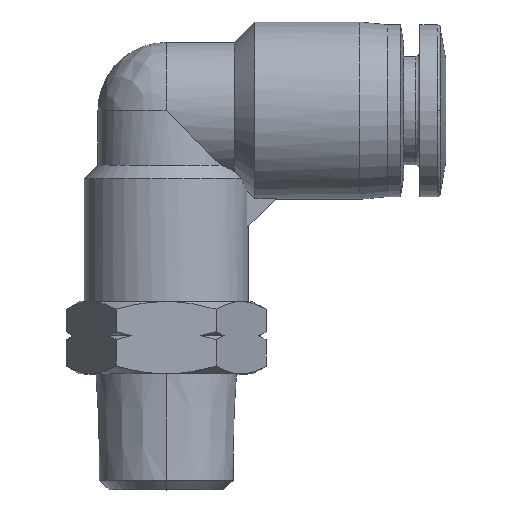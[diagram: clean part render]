
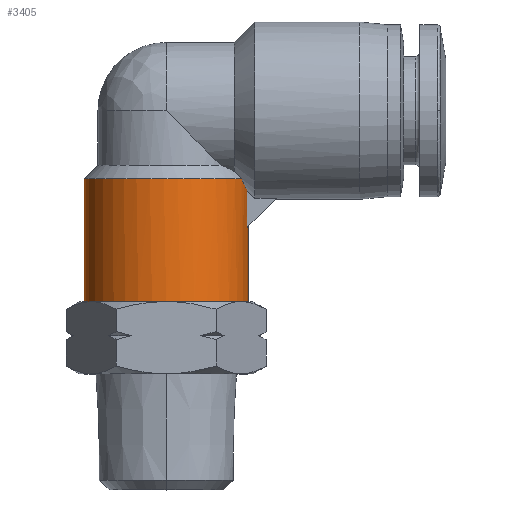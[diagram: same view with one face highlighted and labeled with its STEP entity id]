
A CAD part, top view. The second image highlights one B-rep face of the part: STEP entity #3405.
In plain terms, the highlighted cylindrical face has radius 6 mm (diameter 12 mm), a partial arc.
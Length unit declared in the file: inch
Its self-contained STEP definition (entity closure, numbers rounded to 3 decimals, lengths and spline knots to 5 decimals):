
#270 = DIRECTION ( 'NONE',  ( -1., 0., 0. ) ) ;
#318 = EDGE_CURVE ( 'NONE', #1253, #3148, #413, .T. ) ;
#361 = CARTESIAN_POINT ( 'NONE',  ( -0.23622, 0.17717, 0. ) ) ;
#413 = LINE ( 'NONE', #663, #3001 ) ;
#443 = ORIENTED_EDGE ( 'NONE', *, *, #2401, .F. ) ;
#470 = DIRECTION ( 'NONE',  ( 0., -1., 0. ) ) ;
#663 = CARTESIAN_POINT ( 'NONE',  ( 0.23292, 0.17717, 0.03937 ) ) ;
#688 = B_SPLINE_CURVE_WITH_KNOTS ( 'NONE', 3,
 ( #3885, #4180, #2917, #981, #3249, #1296 ),
 .UNSPECIFIED., .F., .F.,
 ( 4, 2, 4 ),
 ( 0., 0.00082, 0.00163 ),
 .UNSPECIFIED. ) ;
#695 = DIRECTION ( 'NONE',  ( 0., 1., 0. ) ) ;
#730 = EDGE_CURVE ( 'NONE', #4006, #1604, #2088, .T. ) ;
#754 = ORIENTED_EDGE ( 'NONE', *, *, #1930, .T. ) ;
#761 = EDGE_LOOP ( 'NONE', ( #443, #3539, #754, #2871, #2932, #3191, #1307 ) ) ;
#785 = CIRCLE ( 'NONE', #1037, 0.23622 ) ;
#873 = CARTESIAN_POINT ( 'NONE',  ( 0.23512, 0.21543, 0.02635 ) ) ;
#891 = EDGE_CURVE ( 'NONE', #964, #3153, #785, .T. ) ;
#964 = VERTEX_POINT ( 'NONE', #1182 ) ;
#981 = CARTESIAN_POINT ( 'NONE',  ( 0.22367, 0.34078, 0.07654 ) ) ;
#1037 = AXIS2_PLACEMENT_3D ( 'NONE', #1890, #1878, #1800 ) ;
#1151 = AXIS2_PLACEMENT_3D ( 'NONE', #2416, #470, #2743 ) ;
#1182 = CARTESIAN_POINT ( 'NONE',  ( 0.21743, 0.35433, 0.09233 ) ) ;
#1253 = VERTEX_POINT ( 'NONE', #4070 ) ;
#1266 = CARTESIAN_POINT ( 'NONE',  ( -0.23622, 0., 0. ) ) ;
#1296 = CARTESIAN_POINT ( 'NONE',  ( 0.21743, 0.35433, 0.09233 ) ) ;
#1307 = ORIENTED_EDGE ( 'NONE', *, *, #3072, .F. ) ;
#1367 = DIRECTION ( 'NONE',  ( 0., 1., 0. ) ) ;
#1370 = CYLINDRICAL_SURFACE ( 'NONE', #3596, 0.23622 ) ;
#1378 =( BOUNDED_CURVE ( )  B_SPLINE_CURVE ( 3, ( #3758, #1839, #873, #3151 ),
 .UNSPECIFIED., .F., .F. ) 
 B_SPLINE_CURVE_WITH_KNOTS ( ( 4, 4 ),
 ( 0., 0.16745 ),
 .UNSPECIFIED. ) 
 CURVE ( )  GEOMETRIC_REPRESENTATION_ITEM ( )  RATIONAL_B_SPLINE_CURVE ( ( 1., 0.998, 0.998, 1. ) ) 
 REPRESENTATION_ITEM ( '' )  );
#1450 = CARTESIAN_POINT ( 'NONE',  ( 0.23622, 0.21654, 0. ) ) ;
#1604 = VERTEX_POINT ( 'NONE', #1450 ) ;
#1711 = CARTESIAN_POINT ( 'NONE',  ( 0.23622, 0.17717, 0. ) ) ;
#1783 = DIRECTION ( 'NONE',  ( 0., 1., 0. ) ) ;
#1800 = DIRECTION ( 'NONE',  ( -1., 0., 0. ) ) ;
#1839 = CARTESIAN_POINT ( 'NONE',  ( 0.23622, 0.21654, 0.0132 ) ) ;
#1877 = DIRECTION ( 'NONE',  ( 0., 1., 0. ) ) ;
#1878 = DIRECTION ( 'NONE',  ( 0., -1., 0. ) ) ;
#1890 = CARTESIAN_POINT ( 'NONE',  ( 0., 0.35433, 0. ) ) ;
#1930 = EDGE_CURVE ( 'NONE', #1604, #1253, #1378, .T. ) ;
#2075 = VECTOR ( 'NONE', #1783, 39.37008 ) ;
#2088 = LINE ( 'NONE', #1711, #2075 ) ;
#2401 = EDGE_CURVE ( 'NONE', #4006, #3484, #3003, .T. ) ;
#2416 = CARTESIAN_POINT ( 'NONE',  ( 0., 0., 0. ) ) ;
#2528 = CARTESIAN_POINT ( 'NONE',  ( 0., 0.17717, 0. ) ) ;
#2650 = FACE_OUTER_BOUND ( 'NONE', #761, .T. ) ;
#2714 = EDGE_CURVE ( 'NONE', #3148, #964, #688, .T. ) ;
#2725 = CARTESIAN_POINT ( 'NONE',  ( 0.23292, 0.32162, 0.03937 ) ) ;
#2743 = DIRECTION ( 'NONE',  ( -1., 0., 0. ) ) ;
#2871 = ORIENTED_EDGE ( 'NONE', *, *, #318, .T. ) ;
#2917 = CARTESIAN_POINT ( 'NONE',  ( 0.22893, 0.32974, 0.05894 ) ) ;
#2932 = ORIENTED_EDGE ( 'NONE', *, *, #2714, .T. ) ;
#2996 = VECTOR ( 'NONE', #1367, 39.37008 ) ;
#3001 = VECTOR ( 'NONE', #695, 39.37008 ) ;
#3003 = CIRCLE ( 'NONE', #1151, 0.23622 ) ;
#3072 = EDGE_CURVE ( 'NONE', #3484, #3153, #3864, .T. ) ;
#3148 = VERTEX_POINT ( 'NONE', #2725 ) ;
#3151 = CARTESIAN_POINT ( 'NONE',  ( 0.23292, 0.21323, 0.03937 ) ) ;
#3153 = VERTEX_POINT ( 'NONE', #3998 ) ;
#3191 = ORIENTED_EDGE ( 'NONE', *, *, #891, .T. ) ;
#3249 = CARTESIAN_POINT ( 'NONE',  ( 0.22064, 0.34724, 0.08477 ) ) ;
#3405 = ADVANCED_FACE ( 'NONE', ( #2650 ), #1370, .T. ) ;
#3484 = VERTEX_POINT ( 'NONE', #1266 ) ;
#3539 = ORIENTED_EDGE ( 'NONE', *, *, #730, .T. ) ;
#3596 = AXIS2_PLACEMENT_3D ( 'NONE', #2528, #1877, #270 ) ;
#3614 = CARTESIAN_POINT ( 'NONE',  ( 0.23622, 0., 0. ) ) ;
#3758 = CARTESIAN_POINT ( 'NONE',  ( 0.23622, 0.21654, 0. ) ) ;
#3864 = LINE ( 'NONE', #361, #2996 ) ;
#3885 = CARTESIAN_POINT ( 'NONE',  ( 0.23292, 0.32162, 0.03937 ) ) ;
#3998 = CARTESIAN_POINT ( 'NONE',  ( -0.23622, 0.35433, 0. ) ) ;
#4006 = VERTEX_POINT ( 'NONE', #3614 ) ;
#4070 = CARTESIAN_POINT ( 'NONE',  ( 0.23292, 0.21323, 0.03937 ) ) ;
#4180 = CARTESIAN_POINT ( 'NONE',  ( 0.2312, 0.32511, 0.04954 ) ) ;
